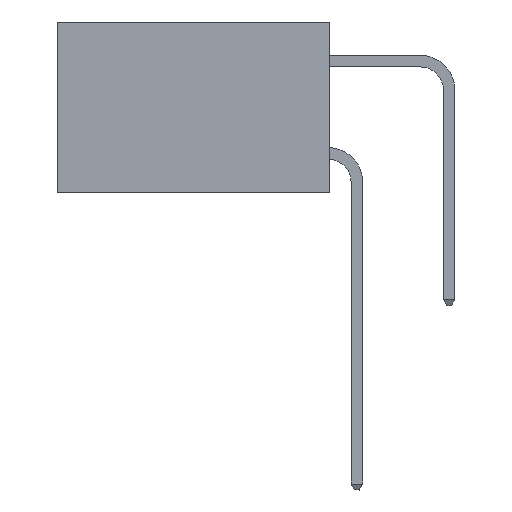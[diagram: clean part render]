
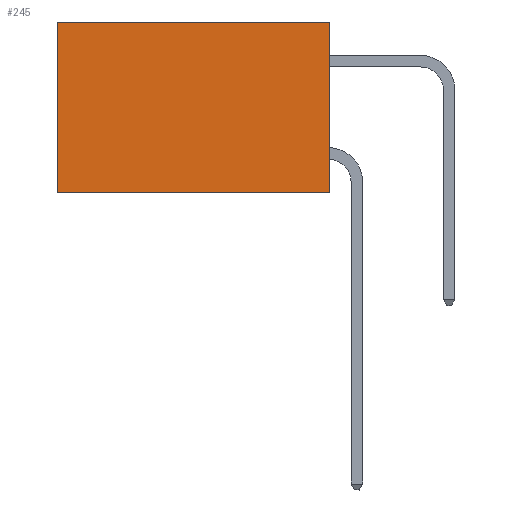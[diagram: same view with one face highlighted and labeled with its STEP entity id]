
A CAD part, left-side view. The second image highlights one B-rep face of the part: STEP entity #245.
In plain terms, the highlighted planar face has unit normal (-1, 0, 0).
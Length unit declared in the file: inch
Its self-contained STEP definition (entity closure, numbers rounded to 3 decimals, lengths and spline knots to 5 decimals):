
#245 = ADVANCED_FACE ( 'NONE', ( #7211 ), #8294, .F. ) ;
#878 = LINE ( 'NONE', #10880, #19488 ) ;
#1735 = CARTESIAN_POINT ( 'NONE',  ( 0.277, 0., -0.37 ) ) ;
#2115 = ORIENTED_EDGE ( 'NONE', *, *, #16675, .T. ) ;
#4126 = DIRECTION ( 'NONE',  ( 0., 1., 0. ) ) ;
#4391 = CARTESIAN_POINT ( 'NONE',  ( 0.277, 0., -0.37 ) ) ;
#4471 = DIRECTION ( 'NONE',  ( 0., 0., -1. ) ) ;
#5333 = LINE ( 'NONE', #12862, #16999 ) ;
#6600 = DIRECTION ( 'NONE',  ( 0., 0., -1. ) ) ;
#7211 = FACE_OUTER_BOUND ( 'NONE', #22558, .T. ) ;
#8269 = CARTESIAN_POINT ( 'NONE',  ( 0.277, 0., -0.37 ) ) ;
#8294 = PLANE ( 'NONE',  #14474 ) ;
#8435 = DIRECTION ( 'NONE',  ( 1., 0., 0. ) ) ;
#10880 = CARTESIAN_POINT ( 'NONE',  ( 0.277, 0., 0. ) ) ;
#11418 = CARTESIAN_POINT ( 'NONE',  ( 0.277, 0.59, -0.37 ) ) ;
#12417 = VERTEX_POINT ( 'NONE', #25809 ) ;
#12613 = ORIENTED_EDGE ( 'NONE', *, *, #14077, .F. ) ;
#12862 = CARTESIAN_POINT ( 'NONE',  ( 0.277, 0., -0.37 ) ) ;
#14077 = EDGE_CURVE ( 'NONE', #12417, #14364, #5333, .T. ) ;
#14364 = VERTEX_POINT ( 'NONE', #4391 ) ;
#14474 = AXIS2_PLACEMENT_3D ( 'NONE', #8269, #8435, #6600 ) ;
#14803 = VECTOR ( 'NONE', #4471, 39.37008 ) ;
#16143 = CARTESIAN_POINT ( 'NONE',  ( 0.277, 0.59, -0.37 ) ) ;
#16243 = LINE ( 'NONE', #16143, #14803 ) ;
#16675 = EDGE_CURVE ( 'NONE', #24564, #22611, #16243, .T. ) ;
#16999 = VECTOR ( 'NONE', #17344, 39.37008 ) ;
#17344 = DIRECTION ( 'NONE',  ( 0., 0., -1. ) ) ;
#17989 = CARTESIAN_POINT ( 'NONE',  ( 0.277, 0.59, 0. ) ) ;
#18699 = ORIENTED_EDGE ( 'NONE', *, *, #24593, .F. ) ;
#19488 = VECTOR ( 'NONE', #26920, 39.37008 ) ;
#22558 = EDGE_LOOP ( 'NONE', ( #2115, #18699, #12613, #25345 ) ) ;
#22611 = VERTEX_POINT ( 'NONE', #11418 ) ;
#24564 = VERTEX_POINT ( 'NONE', #17989 ) ;
#24593 = EDGE_CURVE ( 'NONE', #14364, #22611, #25293, .T. ) ;
#25293 = LINE ( 'NONE', #1735, #29900 ) ;
#25345 = ORIENTED_EDGE ( 'NONE', *, *, #25688, .T. ) ;
#25688 = EDGE_CURVE ( 'NONE', #12417, #24564, #878, .T. ) ;
#25809 = CARTESIAN_POINT ( 'NONE',  ( 0.277, 0., 0. ) ) ;
#26920 = DIRECTION ( 'NONE',  ( 0., 1., 0. ) ) ;
#29900 = VECTOR ( 'NONE', #4126, 39.37008 ) ;
